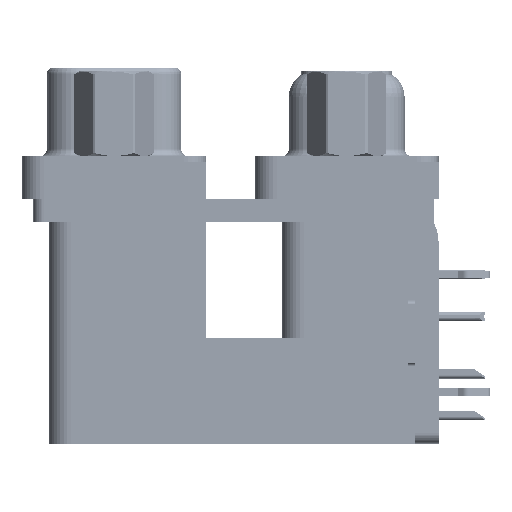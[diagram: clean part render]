
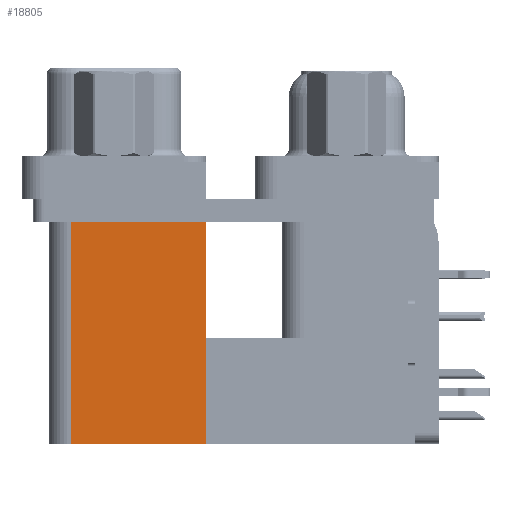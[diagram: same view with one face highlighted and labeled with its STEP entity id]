
A CAD part, left-side view. The second image highlights one B-rep face of the part: STEP entity #18805.
In plain terms, the highlighted planar face has unit normal (-1, 0, 0).
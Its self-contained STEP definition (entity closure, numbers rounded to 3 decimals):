
#1556 = CARTESIAN_POINT ( 'NONE',  ( 3.79, 9.6, -19.2 ) ) ;
#3426 = DIRECTION ( 'NONE',  ( 1., 0., 0. ) ) ;
#8382 = DIRECTION ( 'NONE',  ( 0., 1., 0. ) ) ;
#9115 = PLANE ( 'NONE',  #9467 ) ;
#9467 = AXIS2_PLACEMENT_3D ( 'NONE', #14823, #3426, #67303 ) ;
#9931 = EDGE_CURVE ( 'NONE', #43981, #72229, #23327, .T. ) ;
#14244 = LINE ( 'NONE', #14627, #23498 ) ;
#14627 = CARTESIAN_POINT ( 'NONE',  ( 3.79, 18.8, -19.2 ) ) ;
#14805 = CARTESIAN_POINT ( 'NONE',  ( 3.79, 18.8, -19.2 ) ) ;
#14823 = CARTESIAN_POINT ( 'NONE',  ( 3.79, 9.6, -19.2 ) ) ;
#15054 = VERTEX_POINT ( 'NONE', #65939 ) ;
#15597 = LINE ( 'NONE', #44148, #64984 ) ;
#18028 = CARTESIAN_POINT ( 'NONE',  ( 3.79, 9.6, -19.2 ) ) ;
#18805 = ADVANCED_FACE ( 'NONE', ( #61242 ), #9115, .F. ) ;
#19238 = VECTOR ( 'NONE', #46565, 1000. ) ;
#21264 = ORIENTED_EDGE ( 'NONE', *, *, #64678, .F. ) ;
#23327 = LINE ( 'NONE', #18028, #19238 ) ;
#23498 = VECTOR ( 'NONE', #61404, 1000. ) ;
#23967 = ORIENTED_EDGE ( 'NONE', *, *, #9931, .T. ) ;
#24218 = ORIENTED_EDGE ( 'NONE', *, *, #61322, .T. ) ;
#26925 = LINE ( 'NONE', #55483, #74974 ) ;
#33665 = VERTEX_POINT ( 'NONE', #14805 ) ;
#36520 = EDGE_LOOP ( 'NONE', ( #24218, #37444, #21264, #23967 ) ) ;
#37444 = ORIENTED_EDGE ( 'NONE', *, *, #58188, .F. ) ;
#43981 = VERTEX_POINT ( 'NONE', #1556 ) ;
#44148 = CARTESIAN_POINT ( 'NONE',  ( 3.79, 9.6, -2.5 ) ) ;
#46565 = DIRECTION ( 'NONE',  ( 0., 0., 1. ) ) ;
#49024 = DIRECTION ( 'NONE',  ( 0., 1., 0. ) ) ;
#55483 = CARTESIAN_POINT ( 'NONE',  ( 3.79, 9.6, -19.2 ) ) ;
#58188 = EDGE_CURVE ( 'NONE', #33665, #15054, #14244, .T. ) ;
#61242 = FACE_OUTER_BOUND ( 'NONE', #36520, .T. ) ;
#61322 = EDGE_CURVE ( 'NONE', #72229, #15054, #15597, .T. ) ;
#61404 = DIRECTION ( 'NONE',  ( 0., 0., 1. ) ) ;
#64678 = EDGE_CURVE ( 'NONE', #43981, #33665, #26925, .T. ) ;
#64984 = VECTOR ( 'NONE', #8382, 1000. ) ;
#65939 = CARTESIAN_POINT ( 'NONE',  ( 3.79, 18.8, -2.5 ) ) ;
#67303 = DIRECTION ( 'NONE',  ( 0., 0., -1. ) ) ;
#72229 = VERTEX_POINT ( 'NONE', #73780 ) ;
#73780 = CARTESIAN_POINT ( 'NONE',  ( 3.79, 9.6, -2.5 ) ) ;
#74974 = VECTOR ( 'NONE', #49024, 1000. ) ;
